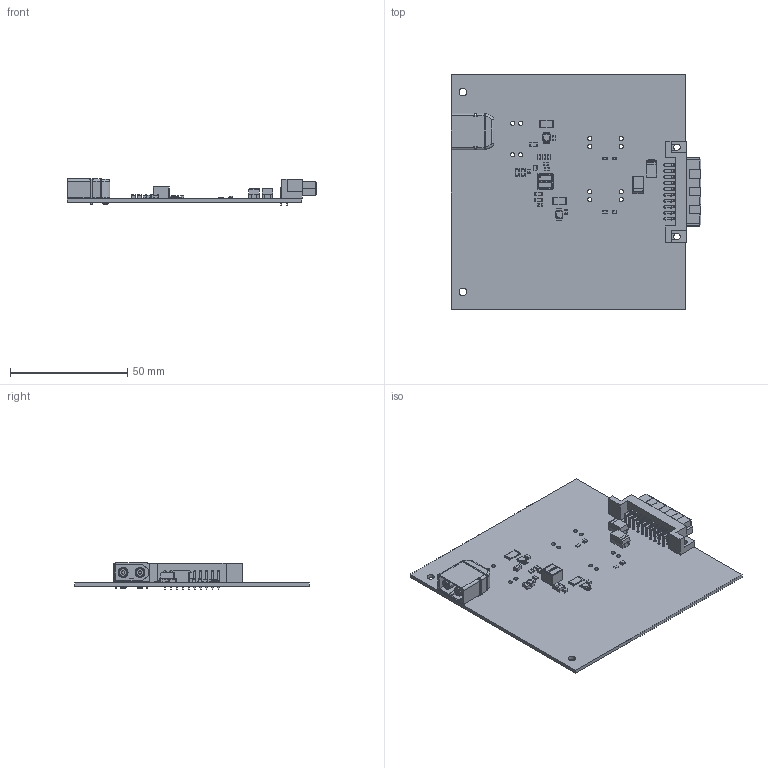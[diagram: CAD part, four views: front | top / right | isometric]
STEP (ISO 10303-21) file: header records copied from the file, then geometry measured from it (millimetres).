
FILE_DESCRIPTION(('KiCad electronic assembly'),'2;1');
FILE_NAME('power-3D.step','2025-04-25T15:11:14',('Pcbnew'),('Kicad'), 'Open CASCADE STEP processor 7.6','KiCad to STEP converter','Unknown' );
FILE_SCHEMA(('AUTOMOTIVE_DESIGN { 1 0 10303 214 1 1 1 1 }'));
Length unit declared in the file: millimetre
Products named in the file (13): power-3D 1; C_1206_3216Metric; R_0805_2012Metric; LED_0805_2012Metric; SOT-583-8; CP_EIA-7343-43_Kemet-X; XT60PW-M; C_0805_2012Metric; VSSOP-10_3x3mm_P0.5mm; R_2512_6332Metric; WE-XHMI_6060; PCN10C-20S-2.54DS; kibot_5bo7d7bn_PCB
Assembly tree (29 placements, depth 2):
  power-3D 1
    C_1206_3216Metric  x5
    R_0805_2012Metric  x5
    LED_0805_2012Metric  x2
    SOT-583-8
    CP_EIA-7343-43_Kemet-X  x2
    XT60PW-M
    C_0805_2012Metric  x6
    VSSOP-10_3x3mm_P0.5mm  x2
    R_2512_6332Metric  x2
    WE-XHMI_6060
    PCN10C-20S-2.54DS
    kibot_5bo7d7bn_PCB
Bounding box: 106.43 x 100 x 11.1 mm (x, y, z)
Volume: 19834.2 mm3; surface area: 26665.9 mm2
Topology: 35 solids, 35 shells, 2000 faces, 5218 edges, 3374 vertices
Faces by surface type: plane 1457, cylinder 395, bspline 108, extrusion 16, torus 10, revolution 10, cone 4
Full cylindrical faces by diameter (mm): 0.1 x1, 0.25 x2, 0.5 x1, 1 x20, 1.78 x12, 1.8 x2, 2.7 x2, 2.85 x2, 3.2 x2
Entity records: 43398 total; most frequent: CARTESIAN_POINT 10396, ORIENTED_EDGE 6980, DIRECTION 6278, EDGE_CURVE 3490, VECTOR 2798, LINE 2782, VERTEX_POINT 2254, AXIS2_PLACEMENT_3D 1735
